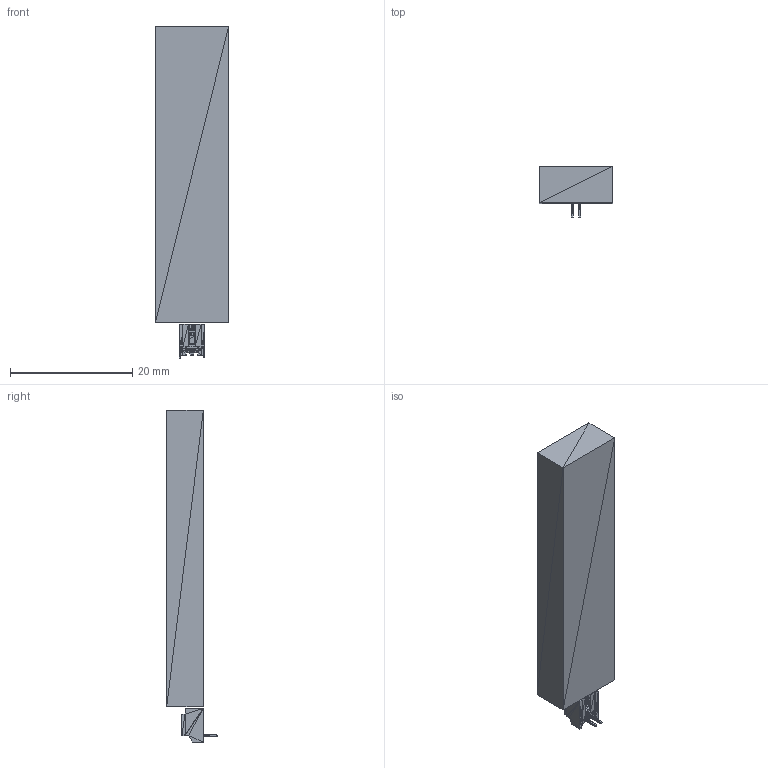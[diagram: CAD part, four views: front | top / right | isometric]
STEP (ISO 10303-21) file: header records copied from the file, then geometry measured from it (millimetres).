
FILE_DESCRIPTION(('FreeCAD Model'),'2;1');
FILE_NAME('Open CASCADE Shape Model','2024-02-23T12:19:27',(''),(''), 'Open CASCADE STEP processor 7.6','FreeCAD','Unknown');
FILE_SCHEMA(('AUTOMOTIVE_DESIGN { 1 0 10303 214 1 1 1 1 }'));
Length unit declared in the file: millimetre
Products named in the file (1): BatteryGens001
Bounding box: 12 x 8.3 x 54.41 mm (x, y, z)
Surface area: 2052.2 mm2 (no closed solid volume)
Topology: 0 solids, 2 shells, 846 faces, 1269 edges, 425 vertices
Faces by surface type: plane 846
Entity records: 16542 total; most frequent: DIRECTION 2963, CARTESIAN_POINT 2541, ORIENTED_EDGE 2538, EDGE_CURVE 1269, LINE 1269, VECTOR 1269, AXIS2_PLACEMENT_3D 847, ADVANCED_FACE 846
